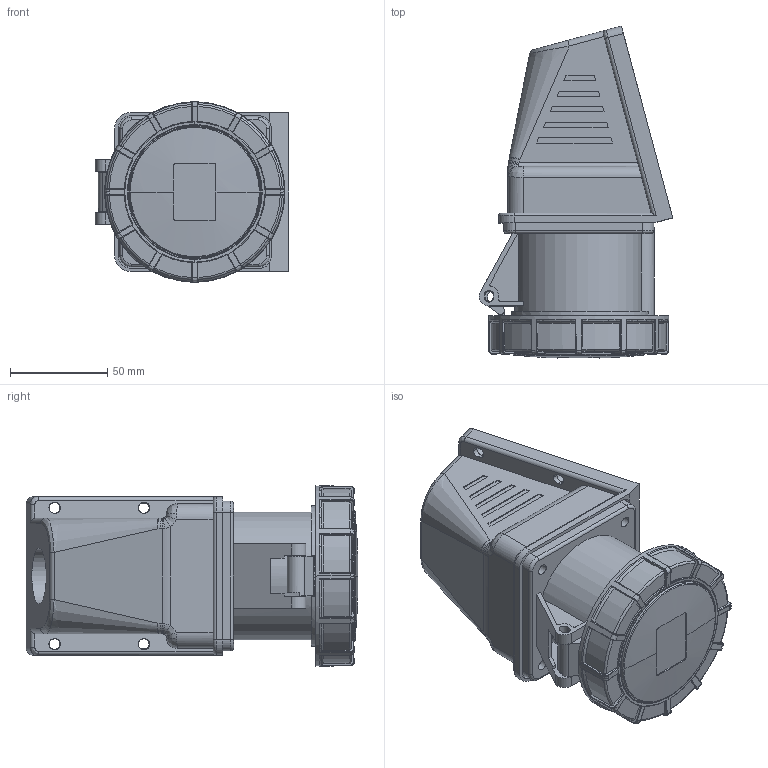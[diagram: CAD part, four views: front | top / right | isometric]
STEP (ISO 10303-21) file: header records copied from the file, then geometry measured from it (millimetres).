
FILE_DESCRIPTION((''),'2;1');
FILE_NAME('1242','2022-11-11T14:17:15',('Administrator'),(''),'CREO PARAMETRIC BY PTC INC, 2021063','CREO PARAMETRIC BY PTC INC, 2021063','');
FILE_SCHEMA(('AUTOMOTIVE_DESIGN { 1 0 10303 214 1 1 1 1 }'));
Length unit declared in the file: millimetre
Products named in the file (1): 1242
Bounding box: 99.35 x 170.53 x 92.7 mm (x, y, z)
Surface area: 191471.5 mm2 (no closed solid volume)
Topology: 0 solids, 6 shells, 1299 faces, 3342 edges, 2117 vertices
Faces by surface type: plane 531, cylinder 396, bspline 181, torus 93, cone 90, sphere 8
Entity records: 51651 total; most frequent: CARTESIAN_POINT 21164, ORIENTED_EDGE 6684, DIRECTION 5810, EDGE_CURVE 3342, AXIS2_PLACEMENT_3D 2158, VERTEX_POINT 2117, VECTOR 1494, LINE 1494
